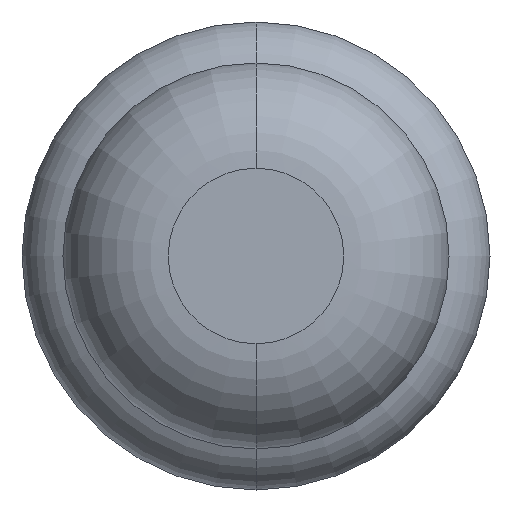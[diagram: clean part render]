
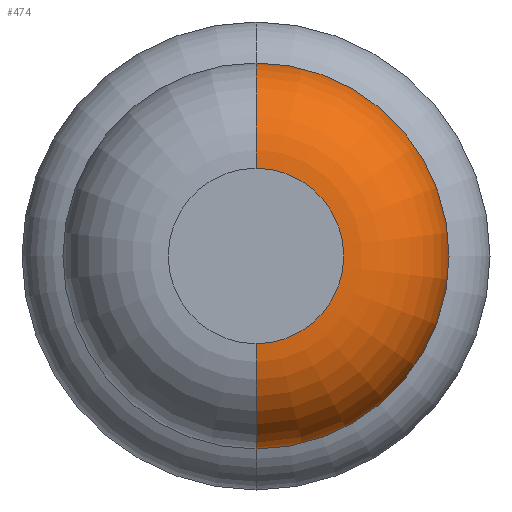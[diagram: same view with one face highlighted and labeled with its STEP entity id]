
A CAD part, front view. The second image highlights one B-rep face of the part: STEP entity #474.
In plain terms, the highlighted toroidal (fillet/blend) face has major radius 0.375 mm and minor radius 0.45 mm.
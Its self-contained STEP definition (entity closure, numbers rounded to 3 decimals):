
#112 = CARTESIAN_POINT ( 'NONE',  ( 0., -25.55, 0. ) ) ;
#162 = DIRECTION ( 'NONE',  ( -1., 0., 0. ) ) ;
#468 = DIRECTION ( 'NONE',  ( 0., 0., 1. ) ) ;
#474 = ADVANCED_FACE ( 'Defeature ausgef�hrt3_7', ( #2422 ), #1213, .T. ) ;
#587 = CARTESIAN_POINT ( 'NONE',  ( 0., -25.55, 0.825 ) ) ;
#631 = DIRECTION ( 'NONE',  ( 0., 0., -1. ) ) ;
#694 = VERTEX_POINT ( 'NONE', #733 ) ;
#733 = CARTESIAN_POINT ( 'NONE',  ( 0., -25.55, -0.825 ) ) ;
#854 = CARTESIAN_POINT ( 'NONE',  ( 0., -25.55, -0.375 ) ) ;
#914 = CIRCLE ( 'NONE', #3669, 0.375 ) ;
#958 = DIRECTION ( 'NONE',  ( 0., 0., 1. ) ) ;
#1055 = CIRCLE ( 'NONE', #3551, 0.45 ) ;
#1071 = EDGE_CURVE ( 'Defeature ausgef�hrt3_8+Defeature ausgef�hrt3_7+Defeature ausgef�hrt3_7+Defeature ausgef�hrt3_7', #3390, #694, #2651, .T. ) ;
#1213 = TOROIDAL_SURFACE ( 'NONE', #2628, 0.375, 0.45 ) ;
#1271 = ORIENTED_EDGE ( 'NONE', *, *, #3365, .T. ) ;
#1410 = DIRECTION ( 'NONE',  ( 0., 0., 1. ) ) ;
#1506 = AXIS2_PLACEMENT_3D ( 'NONE', #112, #1544, #958 ) ;
#1544 = DIRECTION ( 'NONE',  ( 0., 1., 0. ) ) ;
#1620 = AXIS2_PLACEMENT_3D ( 'NONE', #3324, #162, #468 ) ;
#1872 = EDGE_CURVE ( 'NONE', #1995, #3390, #3096, .T. ) ;
#1954 = CARTESIAN_POINT ( 'NONE',  ( 0., -26., -0.375 ) ) ;
#1995 = VERTEX_POINT ( 'NONE', #2850 ) ;
#2009 = CARTESIAN_POINT ( 'NONE',  ( 0., -26., 0. ) ) ;
#2131 = EDGE_CURVE ( 'NONE', #2607, #694, #1055, .T. ) ;
#2311 = DIRECTION ( 'NONE',  ( 0., 1., 0. ) ) ;
#2355 = DIRECTION ( 'NONE',  ( 0., 1., 0. ) ) ;
#2422 = FACE_OUTER_BOUND ( 'NONE', #3654, .T. ) ;
#2529 = ORIENTED_EDGE ( 'NONE', *, *, #1071, .F. ) ;
#2607 = VERTEX_POINT ( 'NONE', #1954 ) ;
#2628 = AXIS2_PLACEMENT_3D ( 'NONE', #3203, #2355, #2917 ) ;
#2651 = CIRCLE ( 'NONE', #1506, 0.825 ) ;
#2755 = ORIENTED_EDGE ( 'NONE', *, *, #1872, .F. ) ;
#2850 = CARTESIAN_POINT ( 'NONE',  ( 0., -26., 0.375 ) ) ;
#2917 = DIRECTION ( 'NONE',  ( 0., 0., 1. ) ) ;
#3096 = CIRCLE ( 'NONE', #1620, 0.45 ) ;
#3138 = ORIENTED_EDGE ( 'NONE', *, *, #2131, .T. ) ;
#3186 = DIRECTION ( 'NONE',  ( 1., 0., 0. ) ) ;
#3203 = CARTESIAN_POINT ( 'NONE',  ( 0., -25.55, 0. ) ) ;
#3324 = CARTESIAN_POINT ( 'NONE',  ( 0., -25.55, 0.375 ) ) ;
#3365 = EDGE_CURVE ( 'Defeature ausgef�hrt3_7+Defeature ausgef�hrt3_6+Defeature ausgef�hrt3_6+Defeature ausgef�hrt3_6', #1995, #2607, #914, .T. ) ;
#3390 = VERTEX_POINT ( 'NONE', #587 ) ;
#3551 = AXIS2_PLACEMENT_3D ( 'NONE', #854, #3186, #631 ) ;
#3654 = EDGE_LOOP ( 'NONE', ( #1271, #3138, #2529, #2755 ) ) ;
#3669 = AXIS2_PLACEMENT_3D ( 'NONE', #2009, #2311, #1410 ) ;
